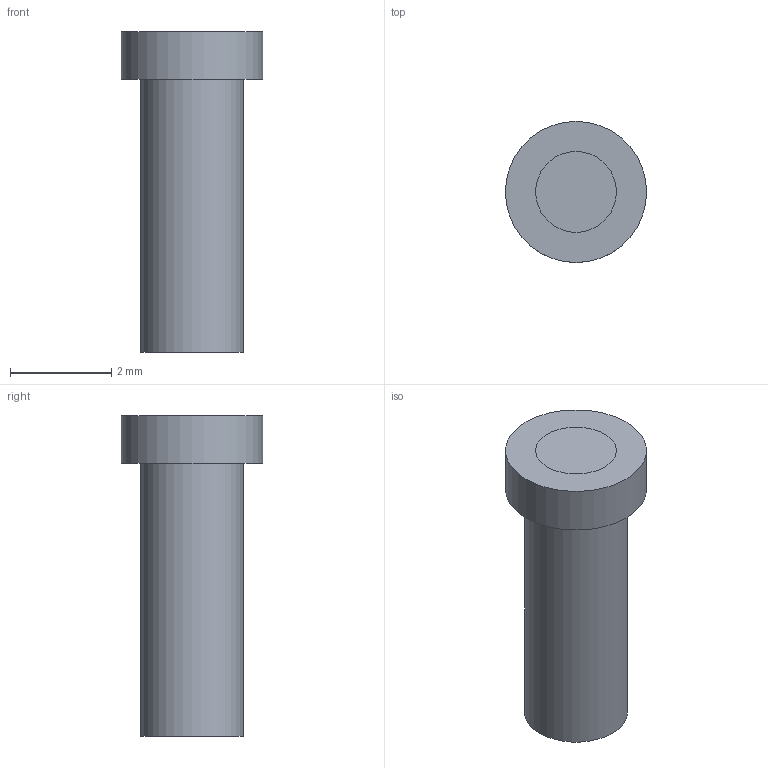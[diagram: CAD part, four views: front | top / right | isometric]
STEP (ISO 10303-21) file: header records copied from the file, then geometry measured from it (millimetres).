
FILE_DESCRIPTION(('FreeCAD Model'),'2;1');
FILE_NAME('0360-PressFit-Pin.step','2020-01-24T13:06:56',('Author'),(''), 'Open CASCADE STEP processor 6.9','FreeCAD','Unknown');
FILE_SCHEMA(('AUTOMOTIVE_DESIGN_CC2 { 1 2 10303 214 -1 1 5 4 }'));
Length unit declared in the file: millimetre
Products named in the file (9): ASSEMBLY; Sketch002; Pad; Pocket001; Sketch; Sketch001; Pad001; Pocket; Sketch003
Assembly tree (8 placements, depth 2):
  ASSEMBLY
    Sketch002
    Pad
    Pocket001
    Sketch
    Sketch001
    Pad001
    Pocket
    Sketch003
Bounding box: 2.79 x 2.79 x 6.35 mm (x, y, z)
Surface area: 243.2 mm2
Topology: 4 solids, 4 shells, 18 faces, 28 edges, 20 vertices
Faces by surface type: plane 10, cylinder 8
Full cylindrical faces by diameter (mm): 1.6 x2, 2.032 x4, 2.794 x2
Entity records: 969 total; most frequent: DIRECTION 150, CARTESIAN_POINT 127, ORIENTED_EDGE 48, PCURVE 48, DEFINITIONAL_REPRESENTATION 48, AXIS2_PLACEMENT_3D 47, LINE 40, VECTOR 40
